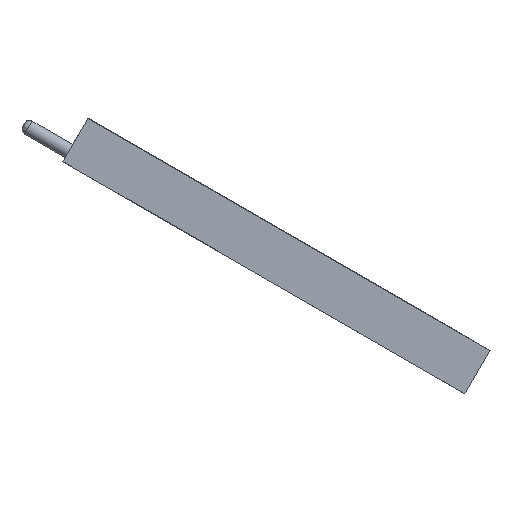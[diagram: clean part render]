
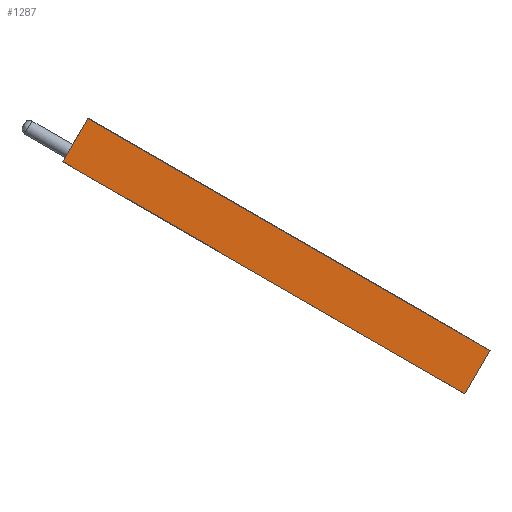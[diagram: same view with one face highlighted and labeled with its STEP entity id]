
A CAD part, left-side view. The second image highlights one B-rep face of the part: STEP entity #1287.
In plain terms, the highlighted planar face has unit normal (-1, 0, 0).
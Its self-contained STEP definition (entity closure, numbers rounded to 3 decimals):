
#148=FACE_OUTER_BOUND('',#226,.T.);
#226=EDGE_LOOP('',(#1103,#1104,#1105,#1106));
#327=LINE('',#1979,#466);
#366=LINE('',#2088,#505);
#368=LINE('',#2092,#507);
#369=LINE('',#2093,#508);
#466=VECTOR('',#1606,10.);
#505=VECTOR('',#1719,10.);
#507=VECTOR('',#1723,10.);
#508=VECTOR('',#1724,10.);
#593=VERTEX_POINT('',#1976);
#594=VERTEX_POINT('',#1978);
#627=VERTEX_POINT('',#2087);
#628=VERTEX_POINT('',#2091);
#741=EDGE_CURVE('',#593,#594,#327,.T.);
#796=EDGE_CURVE('',#627,#594,#366,.T.);
#798=EDGE_CURVE('',#628,#627,#368,.T.);
#799=EDGE_CURVE('',#628,#593,#369,.T.);
#1103=ORIENTED_EDGE('',*,*,#798,.T.);
#1104=ORIENTED_EDGE('',*,*,#796,.T.);
#1105=ORIENTED_EDGE('',*,*,#741,.F.);
#1106=ORIENTED_EDGE('',*,*,#799,.F.);
#1222=PLANE('',#1403);
#1287=ADVANCED_FACE('',(#148),#1222,.T.);
#1403=AXIS2_PLACEMENT_3D('',#2090,#1721,#1722);
#1606=DIRECTION('',(0.,0.866,0.5));
#1719=DIRECTION('',(0.,0.5,-0.866));
#1721=DIRECTION('center_axis',(-1.,0.,
0.));
#1722=DIRECTION('ref_axis',(0.,0.866,0.5));
#1723=DIRECTION('',(0.,0.866,0.5));
#1724=DIRECTION('',(0.,0.5,-0.866));
#1976=CARTESIAN_POINT('',(-118.939,49.707,5.34));
#1978=CARTESIAN_POINT('',(-118.897,129.901,51.64));
#1979=CARTESIAN_POINT('',(-118.939,48.321,4.54));
#2087=CARTESIAN_POINT('',(-118.897,124.901,60.3));
#2088=CARTESIAN_POINT('',(-118.897,124.901,60.3));
#2090=CARTESIAN_POINT('Origin',(-118.939,44.707,14.));
#2091=CARTESIAN_POINT('',(-118.939,44.707,14.));
#2092=CARTESIAN_POINT('',(-118.939,43.321,13.2));
#2093=CARTESIAN_POINT('',(-118.939,44.707,14.));
